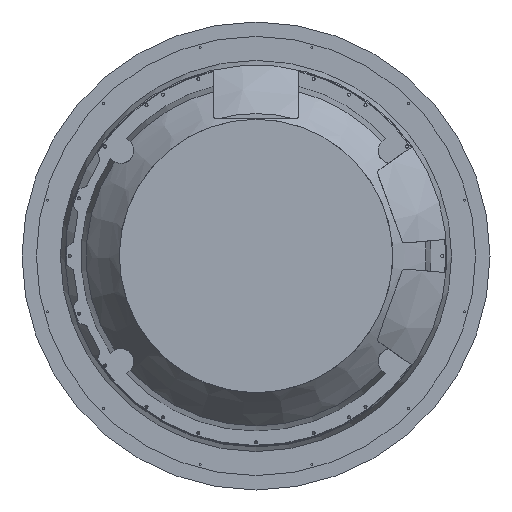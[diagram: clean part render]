
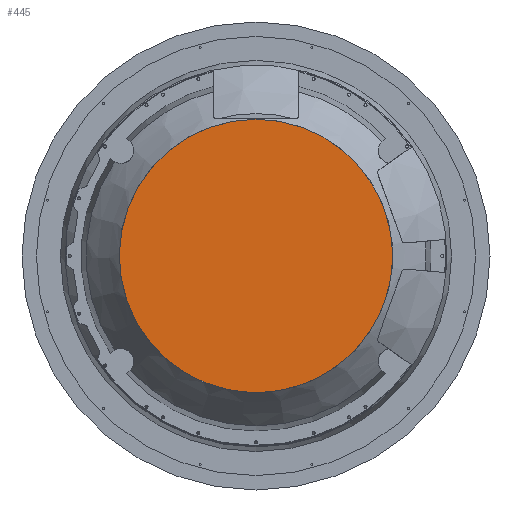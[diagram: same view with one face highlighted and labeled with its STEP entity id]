
A CAD part, front view. The second image highlights one B-rep face of the part: STEP entity #445.
In plain terms, the highlighted planar face has unit normal (0, -1, 0).
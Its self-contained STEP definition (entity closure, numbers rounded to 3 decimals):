
#133=PLANE('',#2575);
#445=ADVANCED_FACE('',(#610),#133,.F.);
#610=FACE_OUTER_BOUND('',#809,.T.);
#809=EDGE_LOOP('',(#1573));
#1573=ORIENTED_EDGE('',*,*,#2196,.T.);
#1911=VERTEX_POINT('',#4256);
#2196=EDGE_CURVE('',#1911,#1911,#2352,.T.);
#2352=CIRCLE('',#2574,398.5);
#2574=AXIS2_PLACEMENT_3D('',#4255,#3156,#3157);
#2575=AXIS2_PLACEMENT_3D('',#4257,#3158,#3159);
#3156=DIRECTION('',(0.,-1.,0.));
#3157=DIRECTION('',(0.,0.,1.));
#3158=DIRECTION('',(0.,1.,0.));
#3159=DIRECTION('',(0.,0.,1.));
#4255=CARTESIAN_POINT('',(0.,-126.099,0.));
#4256=CARTESIAN_POINT('',(0.,-126.099,398.5));
#4257=CARTESIAN_POINT('',(0.,-126.099,0.));
